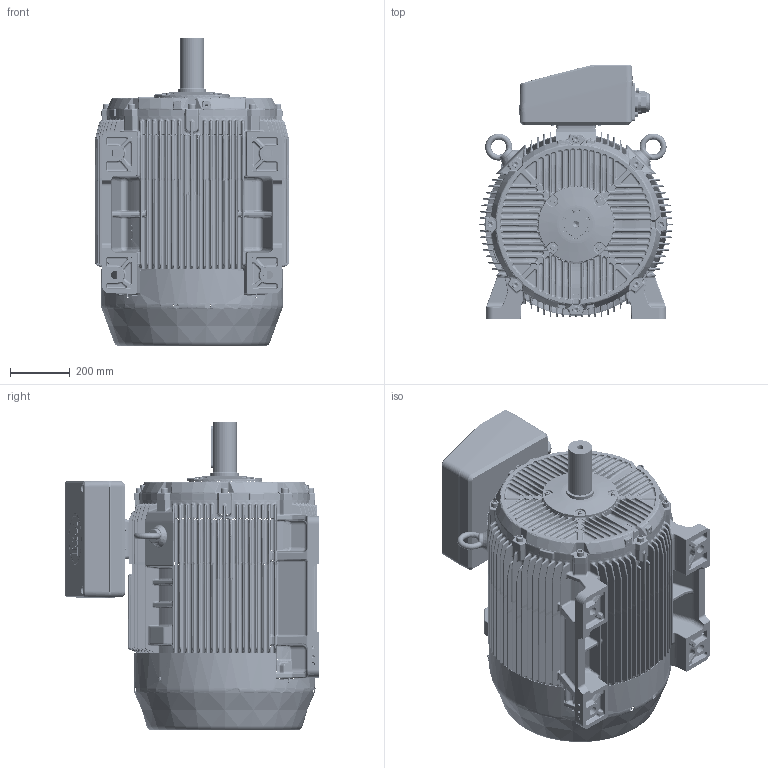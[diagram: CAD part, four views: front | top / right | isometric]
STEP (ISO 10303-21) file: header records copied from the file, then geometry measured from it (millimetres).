
FILE_DESCRIPTION(/* description */ (''),/* implementation_level */ '2;1');
FILE_NAME(/* name */ '6441195xx-AC-DIS GORUNUS QHG 315S-4 B3 KI TK-T.stp',/* time_stamp */ '2023-06-12T10:21:26+03:00',/* author */ (''),/* organization */ (''),/* preprocessor_version */ 'ST-DEVELOPER v16',/* originating_system */ 'SIEMENS PLM Software NX 11.0',/* authorisation */ '');
FILE_SCHEMA (('AUTOMOTIVE_DESIGN { 1 0 10303 214 3 1 1 1 }'));
Length unit declared in the file: millimetre
Products named in the file (1): 26009910674F4phh
Bounding box: 645 x 847.37 x 1030 mm (x, y, z)
Surface area: 6557071.4 mm2 (no closed solid volume)
Topology: 0 solids, 150 shells, 8924 faces, 30980 edges, 20449 vertices
Faces by surface type: plane 3647, bspline 2005, cylinder 1831, cone 599, torus 455, sphere 385, extrusion 2
Full cylindrical faces by diameter (mm): 4 x2, 5 x4, 8 x1, 8.5 x4, 8.8 x2, 9 x2, 10 x13, 12 x2, 12.1 x1, 16 x12, 17.5 x1, 20 x12, 21 x1, 24 x8, 44 x3, 44.4 x2, 44.5 x2, 47.7 x2, 50 x2, 64.8 x2, 79.4 x1, 80 x1, 95 x2, 604 x1, 607 x1
Entity records: 399372 total; most frequent: CARTESIAN_POINT 130026, ORIENTED_EDGE 49799, DIRECTION 44822, EDGE_CURVE 30298, VERTEX_POINT 20395, VECTOR 16654, LINE 16652, AXIS2_PLACEMENT_3D 14084
